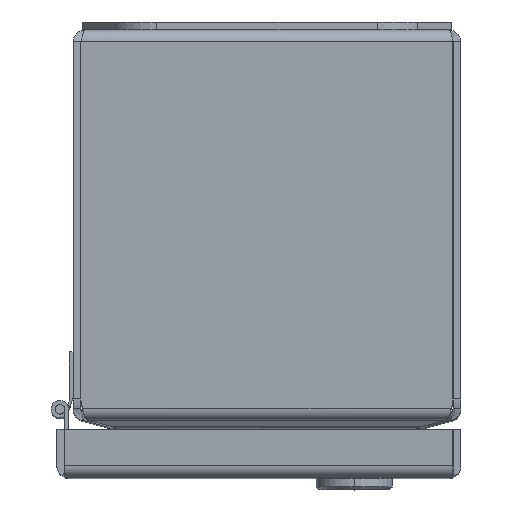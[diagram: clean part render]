
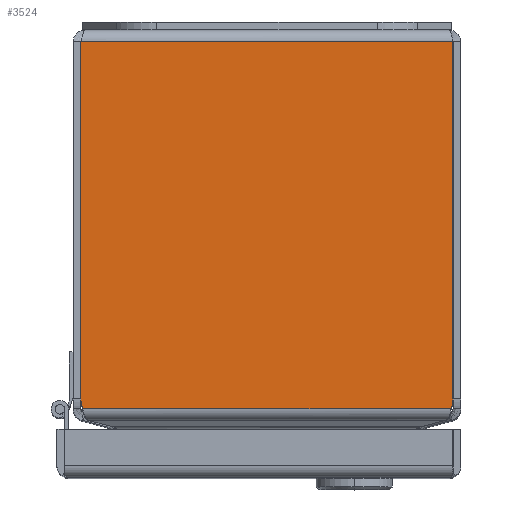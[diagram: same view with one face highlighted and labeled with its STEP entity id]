
A CAD part, top view. The second image highlights one B-rep face of the part: STEP entity #3524.
In plain terms, the highlighted planar face has unit normal (0, 0, 1).
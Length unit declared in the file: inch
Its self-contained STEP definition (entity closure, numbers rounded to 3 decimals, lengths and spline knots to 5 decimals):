
#7 = AXIS2_PLACEMENT_3D ( 'NONE', #2824, #9010, #1364 ) ;
#261 = AXIS2_PLACEMENT_3D ( 'NONE', #509, #18222, #6985 ) ;
#509 = CARTESIAN_POINT ( 'NONE',  ( 1.63789, -3.80503, 3. ) ) ;
#1364 = DIRECTION ( 'NONE',  ( -1., 0., 0. ) ) ;
#1482 = EDGE_LOOP ( 'NONE', ( #3301, #11041, #9018, #3421, #16261, #17698 ) ) ;
#2211 = DIRECTION ( 'NONE',  ( 0., 1., 0. ) ) ;
#2386 = VERTEX_POINT ( 'NONE', #12201 ) ;
#2824 = CARTESIAN_POINT ( 'NONE',  ( 13.33175, 0., 3. ) ) ;
#3262 = VERTEX_POINT ( 'NONE', #10877 ) ;
#3301 = ORIENTED_EDGE ( 'NONE', *, *, #18395, .F. ) ;
#3421 = ORIENTED_EDGE ( 'NONE', *, *, #6710, .F. ) ;
#3456 = DIRECTION ( 'NONE',  ( 0., 0., -1. ) ) ;
#3463 = CIRCLE ( 'NONE', #4375, 0.281 ) ;
#3524 = ADVANCED_FACE ( 'NONE', ( #16077 ), #18971, .F. ) ;
#4375 = AXIS2_PLACEMENT_3D ( 'NONE', #7812, #3456, #6344 ) ;
#4463 = CARTESIAN_POINT ( 'NONE',  ( -1.8785, -0.1215, 3. ) ) ;
#5731 = DIRECTION ( 'NONE',  ( -1., 0., 0. ) ) ;
#5828 = CIRCLE ( 'NONE', #261, 0.281 ) ;
#6344 = DIRECTION ( 'NONE',  ( -1., 0., 0. ) ) ;
#6346 = VECTOR ( 'NONE', #2211, 39.37008 ) ;
#6710 = EDGE_CURVE ( 'NONE', #16201, #13362, #12568, .T. ) ;
#6985 = DIRECTION ( 'NONE',  ( 0., 1., 0. ) ) ;
#6989 = EDGE_CURVE ( 'NONE', #3262, #17181, #13506, .T. ) ;
#7812 = CARTESIAN_POINT ( 'NONE',  ( -1.63789, -3.80503, 3. ) ) ;
#8151 = EDGE_CURVE ( 'NONE', #12258, #16201, #3463, .T. ) ;
#8534 = CARTESIAN_POINT ( 'NONE',  ( 1.91889, -3.80503, 3. ) ) ;
#9010 = DIRECTION ( 'NONE',  ( 0., 0., -1. ) ) ;
#9018 = ORIENTED_EDGE ( 'NONE', *, *, #11814, .F. ) ;
#9020 = LINE ( 'NONE', #4463, #14191 ) ;
#9043 = DIRECTION ( 'NONE',  ( 0., -1., 0. ) ) ;
#9378 = CARTESIAN_POINT ( 'NONE',  ( -1.91889, 0., 3. ) ) ;
#10511 = CARTESIAN_POINT ( 'NONE',  ( 1.91889, -0.1215, 3. ) ) ;
#10877 = CARTESIAN_POINT ( 'NONE',  ( 1.91889, -0.1215, 3. ) ) ;
#11041 = ORIENTED_EDGE ( 'NONE', *, *, #6989, .F. ) ;
#11814 = EDGE_CURVE ( 'NONE', #13362, #3262, #9020, .T. ) ;
#12201 = CARTESIAN_POINT ( 'NONE',  ( 1.89982, -3.90677, 3. ) ) ;
#12258 = VERTEX_POINT ( 'NONE', #12632 ) ;
#12568 = LINE ( 'NONE', #9378, #6346 ) ;
#12632 = CARTESIAN_POINT ( 'NONE',  ( -1.89982, -3.90677, 3. ) ) ;
#13111 = LINE ( 'NONE', #18991, #13681 ) ;
#13291 = DIRECTION ( 'NONE',  ( 1., 0., 0. ) ) ;
#13362 = VERTEX_POINT ( 'NONE', #15454 ) ;
#13506 = LINE ( 'NONE', #10511, #15945 ) ;
#13681 = VECTOR ( 'NONE', #5731, 39.37008 ) ;
#14191 = VECTOR ( 'NONE', #13291, 39.37008 ) ;
#14991 = CARTESIAN_POINT ( 'NONE',  ( -1.91889, -3.80503, 3. ) ) ;
#15454 = CARTESIAN_POINT ( 'NONE',  ( -1.91889, -0.1215, 3. ) ) ;
#15945 = VECTOR ( 'NONE', #9043, 39.37008 ) ;
#15975 = EDGE_CURVE ( 'NONE', #2386, #12258, #13111, .T. ) ;
#16077 = FACE_OUTER_BOUND ( 'NONE', #1482, .T. ) ;
#16201 = VERTEX_POINT ( 'NONE', #14991 ) ;
#16261 = ORIENTED_EDGE ( 'NONE', *, *, #8151, .F. ) ;
#17181 = VERTEX_POINT ( 'NONE', #8534 ) ;
#17698 = ORIENTED_EDGE ( 'NONE', *, *, #15975, .F. ) ;
#18222 = DIRECTION ( 'NONE',  ( 0., 0., -1. ) ) ;
#18395 = EDGE_CURVE ( 'NONE', #17181, #2386, #5828, .T. ) ;
#18971 = PLANE ( 'NONE',  #7 ) ;
#18991 = CARTESIAN_POINT ( 'NONE',  ( 13.33175, -3.90677, 3. ) ) ;
